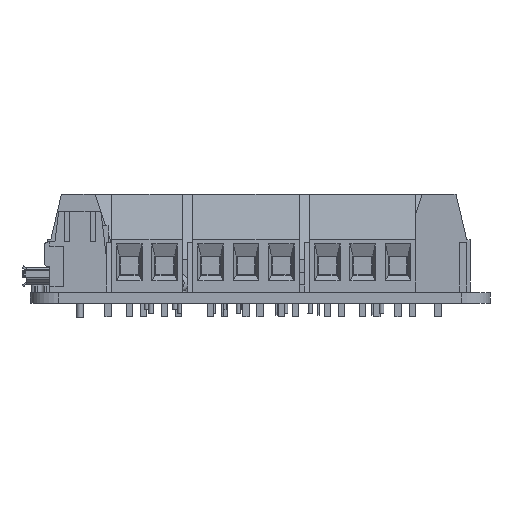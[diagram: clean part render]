
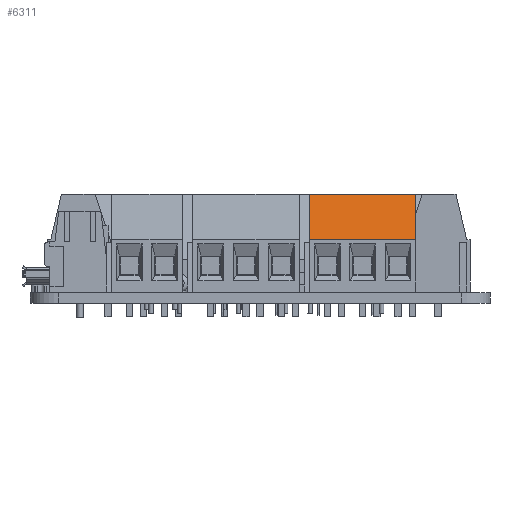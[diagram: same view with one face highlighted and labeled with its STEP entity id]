
A CAD part, left-side view. The second image highlights one B-rep face of the part: STEP entity #6311.
In plain terms, the highlighted face is planar.
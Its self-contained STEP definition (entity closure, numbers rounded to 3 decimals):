
#6219 = EDGE_CURVE('',#6220,#6222,#6224,.T.);
#6220 = VERTEX_POINT('',#6221);
#6221 = CARTESIAN_POINT('',(-2.5,-2.6,13.8));
#6222 = VERTEX_POINT('',#6223);
#6223 = CARTESIAN_POINT('',(-2.5,-4.1,7.4));
#6224 = LINE('',#6225,#6226);
#6225 = CARTESIAN_POINT('',(-2.5,-2.6,13.8));
#6226 = VECTOR('',#6227,1.);
#6227 = DIRECTION('',(0.,-0.228,-0.974));
#6311 = ADVANCED_FACE('',(#6312),#6337,.F.);
#6312 = FACE_BOUND('',#6313,.F.);
#6313 = EDGE_LOOP('',(#6314,#6322,#6330,#6336));
#6314 = ORIENTED_EDGE('',*,*,#6315,.T.);
#6315 = EDGE_CURVE('',#6220,#6316,#6318,.T.);
#6316 = VERTEX_POINT('',#6317);
#6317 = CARTESIAN_POINT('',(12.5,-2.6,13.8));
#6318 = LINE('',#6319,#6320);
#6319 = CARTESIAN_POINT('',(-2.5,-2.6,13.8));
#6320 = VECTOR('',#6321,1.);
#6321 = DIRECTION('',(1.,0.,0.));
#6322 = ORIENTED_EDGE('',*,*,#6323,.T.);
#6323 = EDGE_CURVE('',#6316,#6324,#6326,.T.);
#6324 = VERTEX_POINT('',#6325);
#6325 = CARTESIAN_POINT('',(12.5,-4.1,7.4));
#6326 = LINE('',#6327,#6328);
#6327 = CARTESIAN_POINT('',(12.5,-2.6,13.8));
#6328 = VECTOR('',#6329,1.);
#6329 = DIRECTION('',(0.,-0.228,-0.974));
#6330 = ORIENTED_EDGE('',*,*,#6331,.F.);
#6331 = EDGE_CURVE('',#6222,#6324,#6332,.T.);
#6332 = LINE('',#6333,#6334);
#6333 = CARTESIAN_POINT('',(-2.5,-4.1,7.4));
#6334 = VECTOR('',#6335,1.);
#6335 = DIRECTION('',(1.,0.,0.));
#6336 = ORIENTED_EDGE('',*,*,#6219,.F.);
#6337 = PLANE('',#6338);
#6338 = AXIS2_PLACEMENT_3D('',#6339,#6340,#6341);
#6339 = CARTESIAN_POINT('',(-2.5,-2.6,13.8));
#6340 = DIRECTION('',(0.,0.974,-0.228));
#6341 = DIRECTION('',(0.,-0.228,-0.974));
